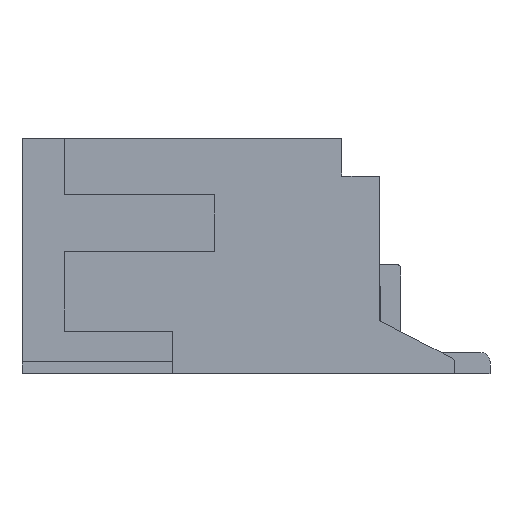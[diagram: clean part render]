
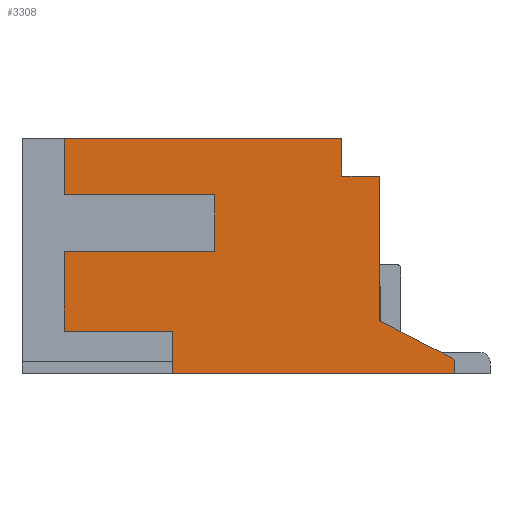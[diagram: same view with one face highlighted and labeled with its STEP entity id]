
A CAD part, left-side view. The second image highlights one B-rep face of the part: STEP entity #3308.
In plain terms, the highlighted planar face has unit normal (-1, 0, 0).
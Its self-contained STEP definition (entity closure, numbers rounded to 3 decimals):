
#20 = CARTESIAN_POINT ( 'NONE',  ( -1., 0., 0. ) ) ;
#59 = DIRECTION ( 'NONE',  ( 0., 0.889, 0.458 ) ) ;
#128 = CARTESIAN_POINT ( 'NONE',  ( -1., -1.6, -5. ) ) ;
#227 = CARTESIAN_POINT ( 'NONE',  ( -1., 0., -5. ) ) ;
#261 = VERTEX_POINT ( 'NONE', #3723 ) ;
#272 = ORIENTED_EDGE ( 'NONE', *, *, #2444, .T. ) ;
#298 = AXIS2_PLACEMENT_3D ( 'NONE', #227, #4255, #3710 ) ;
#303 = VECTOR ( 'NONE', #3965, 1000. ) ;
#419 = CARTESIAN_POINT ( 'NONE',  ( -1., 6.7, -2.4 ) ) ;
#654 = ORIENTED_EDGE ( 'NONE', *, *, #5503, .F. ) ;
#834 = CARTESIAN_POINT ( 'NONE',  ( -1., 0.8, -0.8 ) ) ;
#872 = LINE ( 'NONE', #128, #4002 ) ;
#986 = VECTOR ( 'NONE', #1675, 1000. ) ;
#1011 = ORIENTED_EDGE ( 'NONE', *, *, #1102, .T. ) ;
#1062 = EDGE_CURVE ( 'NONE', #2901, #2020, #5526, .T. ) ;
#1084 = CARTESIAN_POINT ( 'NONE',  ( -1., 4.4, -5. ) ) ;
#1102 = EDGE_CURVE ( 'NONE', #7337, #2020, #5988, .T. ) ;
#1127 = DIRECTION ( 'NONE',  ( 0., 1., 0. ) ) ;
#1150 = CARTESIAN_POINT ( 'NONE',  ( -1., 0., -5. ) ) ;
#1168 = CARTESIAN_POINT ( 'NONE',  ( -1., 0.8, 0. ) ) ;
#1188 = EDGE_CURVE ( 'NONE', #7535, #1665, #4717, .T. ) ;
#1403 = LINE ( 'NONE', #1668, #1673 ) ;
#1490 = ORIENTED_EDGE ( 'NONE', *, *, #3488, .F. ) ;
#1504 = VECTOR ( 'NONE', #5277, 1000. ) ;
#1665 = VERTEX_POINT ( 'NONE', #7224 ) ;
#1668 = CARTESIAN_POINT ( 'NONE',  ( -1., 0., -0.8 ) ) ;
#1673 = VECTOR ( 'NONE', #7490, 1000. ) ;
#1675 = DIRECTION ( 'NONE',  ( 0., 0., 1. ) ) ;
#1690 = VECTOR ( 'NONE', #2214, 1000. ) ;
#1701 = VECTOR ( 'NONE', #7087, 1000. ) ;
#1728 = VERTEX_POINT ( 'NONE', #419 ) ;
#1754 = ORIENTED_EDGE ( 'NONE', *, *, #3793, .T. ) ;
#1836 = ORIENTED_EDGE ( 'NONE', *, *, #7093, .T. ) ;
#1946 = PLANE ( 'NONE',  #298 ) ;
#2002 = DIRECTION ( 'NONE',  ( 0., 1., 0. ) ) ;
#2020 = VERTEX_POINT ( 'NONE', #2971 ) ;
#2162 = CARTESIAN_POINT ( 'NONE',  ( -1., 4.4, -4.1 ) ) ;
#2214 = DIRECTION ( 'NONE',  ( 0., 0., 1. ) ) ;
#2312 = ORIENTED_EDGE ( 'NONE', *, *, #5465, .T. ) ;
#2319 = VECTOR ( 'NONE', #2945, 1000. ) ;
#2399 = LINE ( 'NONE', #5057, #2484 ) ;
#2444 = EDGE_CURVE ( 'NONE', #7492, #4956, #6398, .T. ) ;
#2484 = VECTOR ( 'NONE', #3380, 1000. ) ;
#2490 = VECTOR ( 'NONE', #1127, 1000. ) ;
#2585 = DIRECTION ( 'NONE',  ( 0., 0., 1. ) ) ;
#2716 = CARTESIAN_POINT ( 'NONE',  ( -1., 0., -3.875 ) ) ;
#2901 = VERTEX_POINT ( 'NONE', #3473 ) ;
#2945 = DIRECTION ( 'NONE',  ( 0., 1., 0. ) ) ;
#2949 = VERTEX_POINT ( 'NONE', #3444 ) ;
#2971 = CARTESIAN_POINT ( 'NONE',  ( -1., 6.7, 0. ) ) ;
#2999 = CARTESIAN_POINT ( 'NONE',  ( -1., -1.546, -4.672 ) ) ;
#3045 = LINE ( 'NONE', #3060, #1504 ) ;
#3060 = CARTESIAN_POINT ( 'NONE',  ( -1., 3.5, -1.2 ) ) ;
#3074 = VECTOR ( 'NONE', #2002, 1000. ) ;
#3198 = EDGE_CURVE ( 'NONE', #7535, #261, #872, .T. ) ;
#3308 = ADVANCED_FACE ( 'NONE', ( #7385 ), #1946, .T. ) ;
#3345 = ORIENTED_EDGE ( 'NONE', *, *, #1062, .F. ) ;
#3380 = DIRECTION ( 'NONE',  ( 0., 0., 1. ) ) ;
#3397 = DIRECTION ( 'NONE',  ( 0., 0., 1. ) ) ;
#3406 = LINE ( 'NONE', #3674, #6115 ) ;
#3419 = LINE ( 'NONE', #1084, #4568 ) ;
#3437 = ORIENTED_EDGE ( 'NONE', *, *, #6283, .T. ) ;
#3444 = CARTESIAN_POINT ( 'NONE',  ( -1., 3.5, -1.2 ) ) ;
#3473 = CARTESIAN_POINT ( 'NONE',  ( -1., 6.7, -1.2 ) ) ;
#3488 = EDGE_CURVE ( 'NONE', #7293, #1728, #2399, .T. ) ;
#3674 = CARTESIAN_POINT ( 'NONE',  ( -1., 3.5, -1.2 ) ) ;
#3710 = DIRECTION ( 'NONE',  ( 0., 0., 1. ) ) ;
#3723 = CARTESIAN_POINT ( 'NONE',  ( -1., -1.6, -4.761 ) ) ;
#3773 = LINE ( 'NONE', #5094, #986 ) ;
#3793 = EDGE_CURVE ( 'NONE', #4154, #4873, #1403, .T. ) ;
#3965 = DIRECTION ( 'NONE',  ( 0., 0., 1. ) ) ;
#4002 = VECTOR ( 'NONE', #4152, 1000. ) ;
#4045 = ORIENTED_EDGE ( 'NONE', *, *, #3198, .T. ) ;
#4083 = VERTEX_POINT ( 'NONE', #2162 ) ;
#4152 = DIRECTION ( 'NONE',  ( 0., 0., 1. ) ) ;
#4154 = VERTEX_POINT ( 'NONE', #7482 ) ;
#4230 = CARTESIAN_POINT ( 'NONE',  ( -1., 0., -4.1 ) ) ;
#4255 = DIRECTION ( 'NONE',  ( -1., 0., 0. ) ) ;
#4261 = CIRCLE ( 'NONE', #6311, 0.1 ) ;
#4455 = CARTESIAN_POINT ( 'NONE',  ( -1., 3.5, -2.4 ) ) ;
#4561 = VECTOR ( 'NONE', #59, 1000. ) ;
#4568 = VECTOR ( 'NONE', #3397, 1000. ) ;
#4717 = LINE ( 'NONE', #5133, #2319 ) ;
#4873 = VERTEX_POINT ( 'NONE', #834 ) ;
#4898 = EDGE_CURVE ( 'NONE', #4942, #1728, #5581, .T. ) ;
#4928 = CARTESIAN_POINT ( 'NONE',  ( -1., 3.5, -2.4 ) ) ;
#4942 = VERTEX_POINT ( 'NONE', #4455 ) ;
#4956 = VERTEX_POINT ( 'NONE', #2716 ) ;
#5057 = CARTESIAN_POINT ( 'NONE',  ( -1., 6.7, -5. ) ) ;
#5094 = CARTESIAN_POINT ( 'NONE',  ( -1., 0.8, 0. ) ) ;
#5133 = CARTESIAN_POINT ( 'NONE',  ( -1., 0., -5. ) ) ;
#5145 = CARTESIAN_POINT ( 'NONE',  ( -1., 6.7, -4.1 ) ) ;
#5277 = DIRECTION ( 'NONE',  ( 0., 1., 0. ) ) ;
#5301 = ORIENTED_EDGE ( 'NONE', *, *, #6647, .T. ) ;
#5465 = EDGE_CURVE ( 'NONE', #4873, #7337, #3773, .T. ) ;
#5503 = EDGE_CURVE ( 'NONE', #1665, #4083, #3419, .T. ) ;
#5526 = LINE ( 'NONE', #5653, #1690 ) ;
#5581 = LINE ( 'NONE', #4928, #3074 ) ;
#5653 = CARTESIAN_POINT ( 'NONE',  ( -1., 6.7, -5. ) ) ;
#5988 = LINE ( 'NONE', #20, #2490 ) ;
#6006 = EDGE_CURVE ( 'NONE', #4942, #2949, #3406, .T. ) ;
#6021 = DIRECTION ( 'NONE',  ( -1., 0., 0. ) ) ;
#6115 = VECTOR ( 'NONE', #7316, 1000. ) ;
#6248 = EDGE_CURVE ( 'NONE', #2949, #2901, #3045, .T. ) ;
#6263 = EDGE_LOOP ( 'NONE', ( #6583, #7360, #6468, #1490, #3437, #654, #7076, #4045, #1836, #272, #5301, #1754, #2312, #1011, #3345 ) ) ;
#6283 = EDGE_CURVE ( 'NONE', #7293, #4083, #6638, .T. ) ;
#6311 = AXIS2_PLACEMENT_3D ( 'NONE', #7279, #6021, #2585 ) ;
#6398 = LINE ( 'NONE', #2999, #4561 ) ;
#6468 = ORIENTED_EDGE ( 'NONE', *, *, #4898, .T. ) ;
#6583 = ORIENTED_EDGE ( 'NONE', *, *, #6248, .F. ) ;
#6638 = LINE ( 'NONE', #4230, #1701 ) ;
#6647 = EDGE_CURVE ( 'NONE', #4956, #4154, #7379, .T. ) ;
#7038 = CARTESIAN_POINT ( 'NONE',  ( -1., -1.546, -4.672 ) ) ;
#7076 = ORIENTED_EDGE ( 'NONE', *, *, #1188, .F. ) ;
#7087 = DIRECTION ( 'NONE',  ( 0., -1., 0. ) ) ;
#7093 = EDGE_CURVE ( 'NONE', #261, #7492, #4261, .T. ) ;
#7146 = CARTESIAN_POINT ( 'NONE',  ( -1., -1.6, -5. ) ) ;
#7224 = CARTESIAN_POINT ( 'NONE',  ( -1., 4.4, -5. ) ) ;
#7279 = CARTESIAN_POINT ( 'NONE',  ( -1., -1.5, -4.761 ) ) ;
#7293 = VERTEX_POINT ( 'NONE', #5145 ) ;
#7316 = DIRECTION ( 'NONE',  ( 0., 0., 1. ) ) ;
#7337 = VERTEX_POINT ( 'NONE', #1168 ) ;
#7360 = ORIENTED_EDGE ( 'NONE', *, *, #6006, .F. ) ;
#7379 = LINE ( 'NONE', #1150, #303 ) ;
#7385 = FACE_OUTER_BOUND ( 'NONE', #6263, .T. ) ;
#7482 = CARTESIAN_POINT ( 'NONE',  ( -1., 0., -0.8 ) ) ;
#7490 = DIRECTION ( 'NONE',  ( 0., 1., 0. ) ) ;
#7492 = VERTEX_POINT ( 'NONE', #7038 ) ;
#7535 = VERTEX_POINT ( 'NONE', #7146 ) ;
